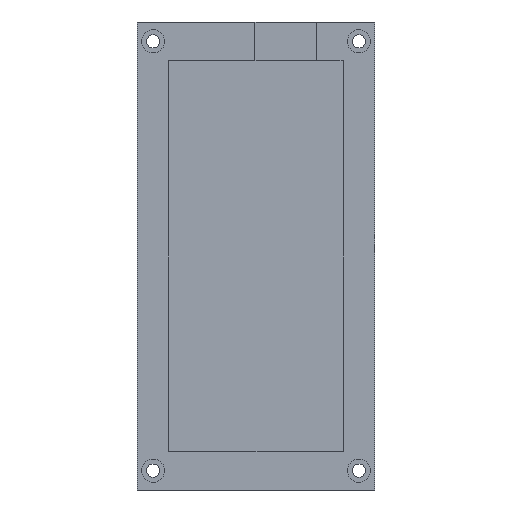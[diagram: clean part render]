
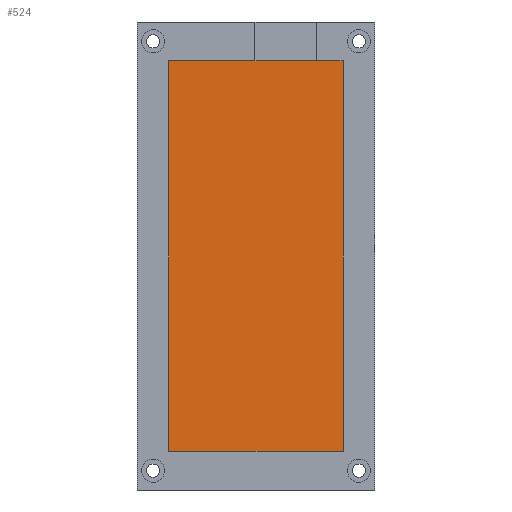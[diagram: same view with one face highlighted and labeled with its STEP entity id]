
A CAD part, front view. The second image highlights one B-rep face of the part: STEP entity #524.
In plain terms, the highlighted planar face has unit normal (0, -1, 0).
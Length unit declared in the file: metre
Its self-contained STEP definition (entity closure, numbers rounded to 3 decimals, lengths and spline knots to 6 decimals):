
#48=LINE('',#819,#84);
#51=LINE('',#824,#87);
#53=LINE('',#828,#89);
#55=LINE('',#832,#91);
#84=VECTOR('',#649,1.);
#87=VECTOR('',#654,1.);
#89=VECTOR('',#658,1.);
#91=VECTOR('',#662,1.);
#200=ORIENTED_EDGE('',*,*,#248,.F.);
#201=ORIENTED_EDGE('',*,*,#251,.T.);
#202=ORIENTED_EDGE('',*,*,#253,.T.);
#203=ORIENTED_EDGE('',*,*,#255,.F.);
#248=EDGE_CURVE('',#304,#305,#48,.T.);
#251=EDGE_CURVE('',#304,#306,#51,.T.);
#253=EDGE_CURVE('',#306,#307,#53,.T.);
#255=EDGE_CURVE('',#305,#307,#55,.T.);
#304=VERTEX_POINT('',#818);
#305=VERTEX_POINT('',#820);
#306=VERTEX_POINT('',#825);
#307=VERTEX_POINT('',#829);
#406=EDGE_LOOP('',(#200,#201,#202,#203));
#468=FACE_BOUND('',#406,.T.);
#490=PLANE('',#595);
#524=ADVANCED_FACE('',(#468),#490,.T.);
#595=AXIS2_PLACEMENT_3D('',#890,#743,#744);
#649=DIRECTION('',(1.,0.,0.));
#654=DIRECTION('',(0.,0.,-1.));
#658=DIRECTION('',(1.,0.,0.));
#662=DIRECTION('',(0.,0.,-1.));
#743=DIRECTION('',(0.,-1.,0.));
#744=DIRECTION('',(1.,0.,0.));
#818=CARTESIAN_POINT('',(-0.051422,-0.003,0.099634));
#819=CARTESIAN_POINT('',(-0.028922,-0.003,0.099634));
#820=CARTESIAN_POINT('',(-0.006422,-0.003,0.099634));
#824=CARTESIAN_POINT('',(-0.051422,-0.003,0.049128));
#825=CARTESIAN_POINT('',(-0.051422,-0.003,-0.001378));
#828=CARTESIAN_POINT('',(-0.028922,-0.003,-0.001378));
#829=CARTESIAN_POINT('',(-0.006422,-0.003,-0.001378));
#832=CARTESIAN_POINT('',(-0.006422,-0.003,0.049128));
#890=CARTESIAN_POINT('',(-0.028922,-0.003,0.049128));
